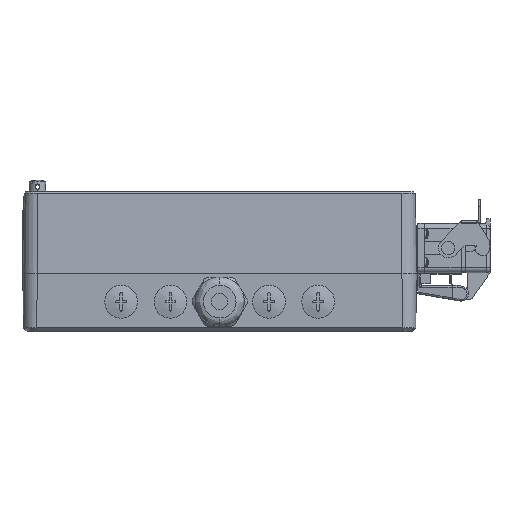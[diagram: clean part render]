
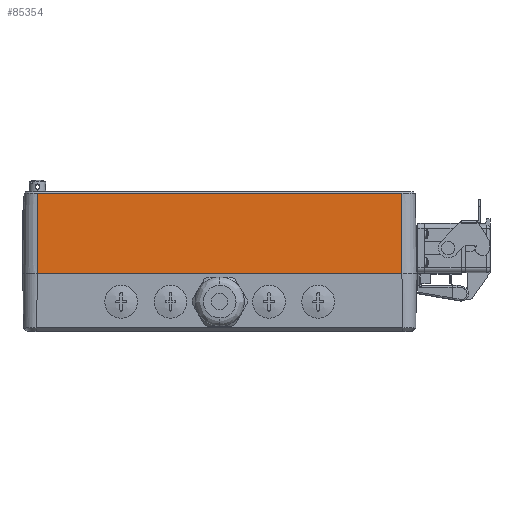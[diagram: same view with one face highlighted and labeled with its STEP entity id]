
A CAD part, top view. The second image highlights one B-rep face of the part: STEP entity #85354.
In plain terms, the highlighted planar face has unit normal (0, 0.018, 1).
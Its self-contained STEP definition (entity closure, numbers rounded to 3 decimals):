
#2179 = DIRECTION ( 'NONE',  ( 1., 0., 0. ) ) ;
#3512 = FACE_OUTER_BOUND ( 'NONE', #59209, .T. ) ;
#4680 = LINE ( 'NONE', #52823, #55152 ) ;
#7640 = CARTESIAN_POINT ( 'NONE',  ( -111., -34., 80. ) ) ;
#11456 = CARTESIAN_POINT ( 'NONE',  ( -111., -34., 80. ) ) ;
#20464 = CARTESIAN_POINT ( 'NONE',  ( 111., 15., 79.145 ) ) ;
#20535 = CARTESIAN_POINT ( 'NONE',  ( 120., 15., 79.145 ) ) ;
#23527 = LINE ( 'NONE', #20535, #25585 ) ;
#24678 = EDGE_CURVE ( 'NONE', #47454, #81263, #49367, .T. ) ;
#25585 = VECTOR ( 'NONE', #27123, 1000. ) ;
#25834 = AXIS2_PLACEMENT_3D ( 'NONE', #35726, #81778, #42384 ) ;
#26479 = VERTEX_POINT ( 'NONE', #20464 ) ;
#27123 = DIRECTION ( 'NONE',  ( -1., 0., 0. ) ) ;
#27763 = DIRECTION ( 'NONE',  ( 0., 1., -0.017 ) ) ;
#27765 = ORIENTED_EDGE ( 'NONE', *, *, #24678, .T. ) ;
#34982 = CARTESIAN_POINT ( 'NONE',  ( 120., -34., 80. ) ) ;
#35726 = CARTESIAN_POINT ( 'NONE',  ( 120., -34., 80. ) ) ;
#39955 = VECTOR ( 'NONE', #64083, 1000. ) ;
#40372 = ORIENTED_EDGE ( 'NONE', *, *, #59015, .T. ) ;
#42384 = DIRECTION ( 'NONE',  ( 0., -1., 0.017 ) ) ;
#46402 = ORIENTED_EDGE ( 'NONE', *, *, #65590, .T. ) ;
#47454 = VERTEX_POINT ( 'NONE', #7640 ) ;
#49367 = LINE ( 'NONE', #34982, #66860 ) ;
#51015 = EDGE_CURVE ( 'NONE', #81263, #26479, #4680, .T. ) ;
#52823 = CARTESIAN_POINT ( 'NONE',  ( 111., -34., 80. ) ) ;
#55152 = VECTOR ( 'NONE', #27763, 1000. ) ;
#58766 = ORIENTED_EDGE ( 'NONE', *, *, #51015, .T. ) ;
#59015 = EDGE_CURVE ( 'NONE', #64453, #47454, #72869, .T. ) ;
#59209 = EDGE_LOOP ( 'NONE', ( #27765, #58766, #46402, #40372 ) ) ;
#64083 = DIRECTION ( 'NONE',  ( 0., -1., 0.017 ) ) ;
#64453 = VERTEX_POINT ( 'NONE', #84965 ) ;
#65590 = EDGE_CURVE ( 'NONE', #26479, #64453, #23527, .T. ) ;
#66860 = VECTOR ( 'NONE', #2179, 1000. ) ;
#72869 = LINE ( 'NONE', #11456, #39955 ) ;
#73285 = CARTESIAN_POINT ( 'NONE',  ( 111., -34., 80. ) ) ;
#81263 = VERTEX_POINT ( 'NONE', #73285 ) ;
#81512 = PLANE ( 'NONE',  #25834 ) ;
#81778 = DIRECTION ( 'NONE',  ( 0., 0.017, 1. ) ) ;
#84965 = CARTESIAN_POINT ( 'NONE',  ( -111., 15., 79.145 ) ) ;
#85354 = ADVANCED_FACE ( 'NONE', ( #3512 ), #81512, .T. ) ;
